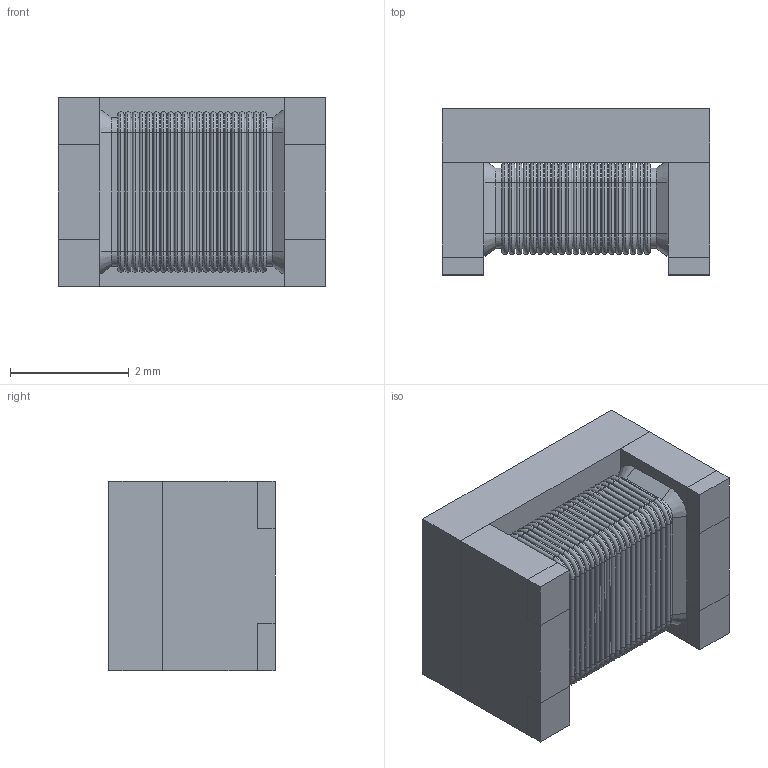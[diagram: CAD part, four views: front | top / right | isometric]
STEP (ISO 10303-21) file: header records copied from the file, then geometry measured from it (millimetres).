
FILE_DESCRIPTION (( 'STEP AP214' ), '1' );
FILE_NAME ('1.STEP', '2019-11-25T00:09:46', ( '' ), ( '' ), 'SwSTEP 2.0', 'SolidWorks 2017', '' );
FILE_SCHEMA (( 'AUTOMOTIVE_DESIGN' ));
Length unit declared in the file: millimetre
Products named in the file (1): 1
Bounding box: 4.5 x 2.8 x 3.2 mm (x, y, z)
Volume: 33.2 mm3; surface area: 152.2 mm2
Topology: 27 solids, 27 shells, 452 faces, 1010 edges, 570 vertices
Faces by surface type: cylinder 214, torus 168, plane 62, cone 8
Entity records: 16816 total; most frequent: DIRECTION 2558, CARTESIAN_POINT 2045, ORIENTED_EDGE 2020, AXIS2_PLACEMENT_3D 1099, EDGE_CURVE 1010, CIRCLE 646, VERTEX_POINT 570, ADVANCED_FACE 452
